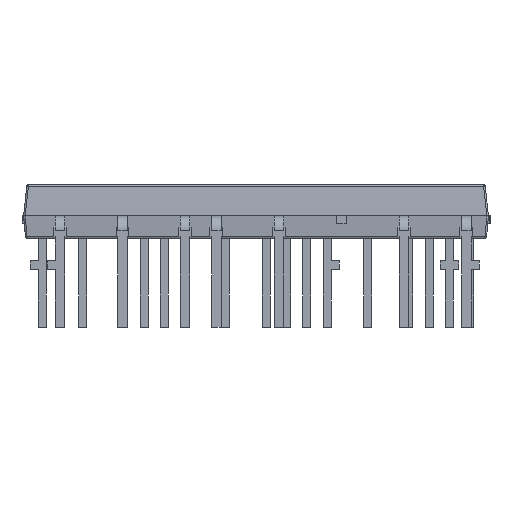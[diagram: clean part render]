
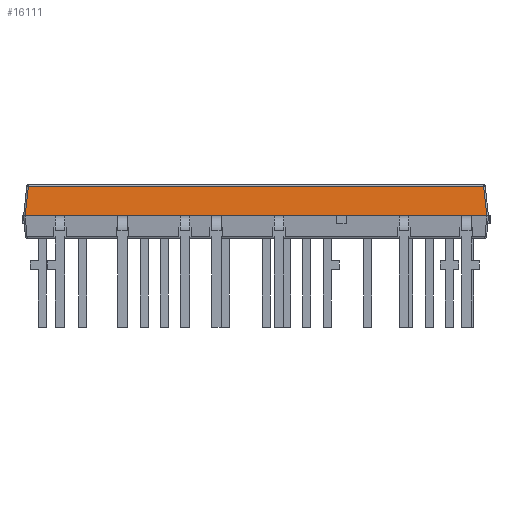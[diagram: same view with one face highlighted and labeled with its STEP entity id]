
A CAD part, front view. The second image highlights one B-rep face of the part: STEP entity #16111.
In plain terms, the highlighted planar face has unit normal (0, -0.995, 0.104).
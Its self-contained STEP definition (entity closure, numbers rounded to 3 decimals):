
#1731=FACE_OUTER_BOUND('',#2769,.T.);
#2769=EDGE_LOOP('',(#12639,#12640,#12641,#12642));
#4083=LINE('',#25181,#5725);
#4087=LINE('',#25206,#5729);
#4089=LINE('',#25209,#5731);
#4143=LINE('',#25723,#5785);
#5725=VECTOR('',#20355,1.);
#5729=VECTOR('',#20385,1.);
#5731=VECTOR('',#20389,1.);
#5785=VECTOR('',#20663,1.);
#7285=VERTEX_POINT('',#25171);
#7287=VERTEX_POINT('',#25177);
#7294=VERTEX_POINT('',#25199);
#7296=VERTEX_POINT('',#25204);
#9118=EDGE_CURVE('',#7285,#7287,#4083,.T.);
#9130=EDGE_CURVE('',#7296,#7294,#4087,.T.);
#9132=EDGE_CURVE('',#7294,#7285,#4089,.T.);
#9245=EDGE_CURVE('',#7287,#7296,#4143,.T.);
#12639=ORIENTED_EDGE('',*,*,#9118,.F.);
#12640=ORIENTED_EDGE('',*,*,#9132,.F.);
#12641=ORIENTED_EDGE('',*,*,#9130,.F.);
#12642=ORIENTED_EDGE('',*,*,#9245,.F.);
#15315=PLANE('',#17436);
#16111=ADVANCED_FACE('',(#1731),#15315,.T.);
#17436=AXIS2_PLACEMENT_3D('',#25722,#20661,#20662);
#20355=DIRECTION('',(0.104,-0.104,-0.989));
#20385=DIRECTION('',(0.104,0.104,0.989));
#20389=DIRECTION('',(1.,0.,0.));
#20661=DIRECTION('center_axis',(0.,-0.995,
0.105));
#20662=DIRECTION('ref_axis',(1.,0.,0.));
#20663=DIRECTION('',(-1.,0.,0.));
#25171=CARTESIAN_POINT('',(14.205,-5.804,5.21));
#25177=CARTESIAN_POINT('',(14.401,-6.,3.35));
#25181=CARTESIAN_POINT('',(14.386,-5.985,3.489));
#25199=CARTESIAN_POINT('',(-14.205,-5.804,5.21));
#25204=CARTESIAN_POINT('',(-14.401,-6.,3.35));
#25206=CARTESIAN_POINT('',(-14.245,-5.844,4.831));
#25209=CARTESIAN_POINT('',(7.165,-5.804,5.21));
#25722=CARTESIAN_POINT('Origin',(14.5,-6.,3.35));
#25723=CARTESIAN_POINT('',(14.5,-6.,3.35));
